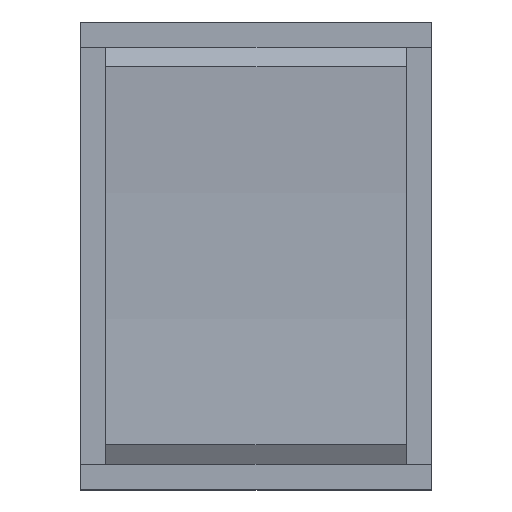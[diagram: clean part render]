
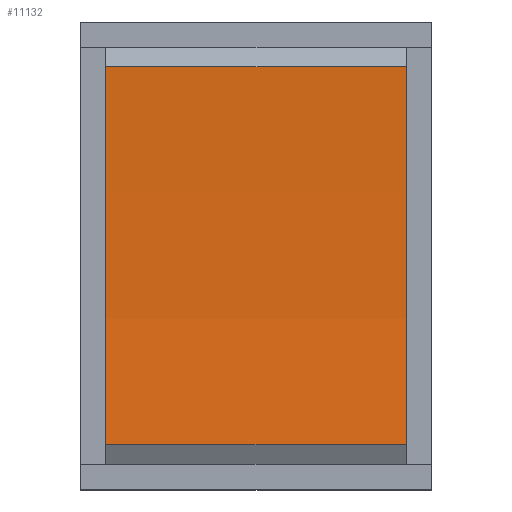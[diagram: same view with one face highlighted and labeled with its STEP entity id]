
A CAD part, top view. The second image highlights one B-rep face of the part: STEP entity #11132.
In plain terms, the highlighted cylindrical face has radius 156.967 mm (diameter 313.933 mm), a partial arc.
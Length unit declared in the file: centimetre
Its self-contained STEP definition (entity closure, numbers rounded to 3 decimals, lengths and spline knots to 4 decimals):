
#239=CYLINDRICAL_SURFACE('',#11748,15.6967);
#298=FACE_OUTER_BOUND('',#894,.T.);
#894=EDGE_LOOP('',(#7269,#7270,#7271,#7272));
#1531=CIRCLE('',#11744,15.6967);
#1532=CIRCLE('',#11747,15.6967);
#1825=LINE('',#15554,#3132);
#1826=LINE('',#15555,#3133);
#3132=VECTOR('',#12594,1.);
#3133=VECTOR('',#12595,1.);
#4427=VERTEX_POINT('',#15524);
#4428=VERTEX_POINT('',#15526);
#4437=VERTEX_POINT('',#15547);
#4438=VERTEX_POINT('',#15549);
#5552=EDGE_CURVE('',#4427,#4428,#1531,.T.);
#5563=EDGE_CURVE('',#4437,#4438,#1532,.T.);
#5566=EDGE_CURVE('',#4438,#4427,#1825,.T.);
#5567=EDGE_CURVE('',#4428,#4437,#1826,.T.);
#7269=ORIENTED_EDGE('',*,*,#5552,.F.);
#7270=ORIENTED_EDGE('',*,*,#5566,.F.);
#7271=ORIENTED_EDGE('',*,*,#5563,.F.);
#7272=ORIENTED_EDGE('',*,*,#5567,.F.);
#11132=ADVANCED_FACE('',(#298),#239,.F.);
#11744=AXIS2_PLACEMENT_3D('',#15527,#12572,#12573);
#11747=AXIS2_PLACEMENT_3D('',#15550,#12588,#12589);
#11748=AXIS2_PLACEMENT_3D('',#15553,#12592,#12593);
#12572=DIRECTION('center_axis',(1.,0.,0.));
#12573=DIRECTION('ref_axis',(0.,-0.062,-0.998));
#12588=DIRECTION('center_axis',(-1.,0.,0.));
#12589=DIRECTION('ref_axis',(0.,-0.062,-0.998));
#12592=DIRECTION('center_axis',(-1.,0.,0.));
#12593=DIRECTION('ref_axis',(0.,-0.062,-0.998));
#12594=DIRECTION('',(-1.,0.,0.));
#12595=DIRECTION('',(1.,0.,0.));
#15524=CARTESIAN_POINT('',(-0.77,-0.97,3.385));
#15526=CARTESIAN_POINT('',(-0.77,0.97,3.385));
#15527=CARTESIAN_POINT('Origin',(-0.77,0.,
19.0517));
#15547=CARTESIAN_POINT('',(0.77,0.97,3.385));
#15549=CARTESIAN_POINT('',(0.77,-0.97,3.385));
#15550=CARTESIAN_POINT('Origin',(0.77,0.,
19.0517));
#15553=CARTESIAN_POINT('Origin',(0.77,0.,
19.0517));
#15554=CARTESIAN_POINT('',(0.385,-0.97,3.385));
#15555=CARTESIAN_POINT('',(-0.385,0.97,3.385));
